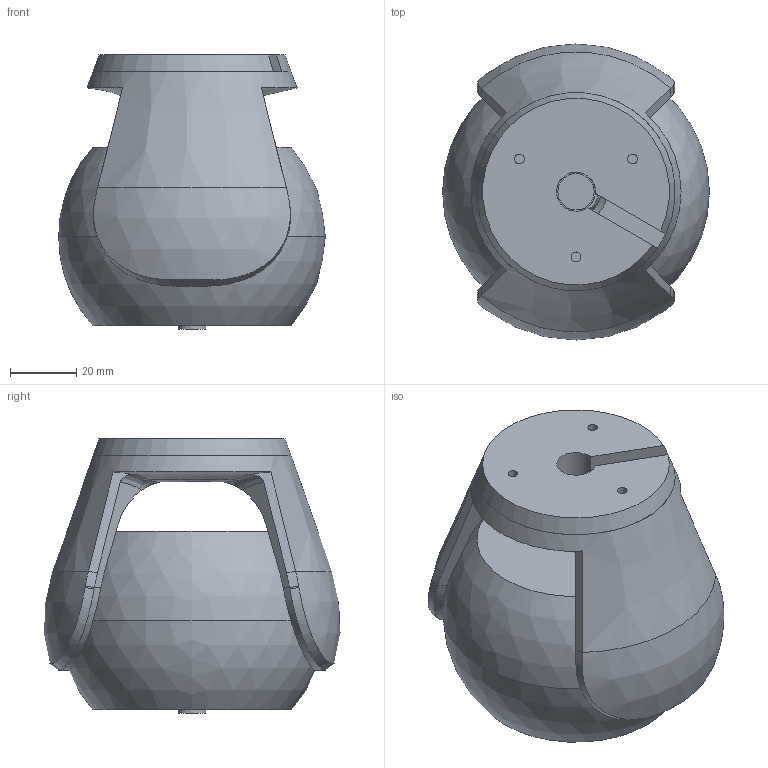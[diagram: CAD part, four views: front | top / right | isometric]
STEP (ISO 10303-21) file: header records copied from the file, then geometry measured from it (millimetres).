
FILE_DESCRIPTION(/* description */ (''),/* implementation_level */ '2;1');
FILE_NAME(/* name */ '3 DOF Camera Mount.step',/* time_stamp */ '2024-10-06T10:08:15+02:00',/* author */ (''),/* organization */ (''),/* preprocessor_version */ 'ST-DEVELOPER v20',/* originating_system */ 'Autodesk Translation Framework v13.20.0.188',/* authorisation */ '');
FILE_SCHEMA (('AUTOMOTIVE_DESIGN { 1 0 10303 214 3 1 1 }'));
Length unit declared in the file: millimetre
Products named in the file (7): 3 DOF Camera Mount (v12~recovered); ESP32-CAM; Wall Mount; Camera Mount; Camera Housing Bottom\; Camera Housing Top; 5V Power Supply
Assembly tree (6 placements, depth 2):
  3 DOF Camera Mount (v12~recovered)
    ESP32-CAM
    Wall Mount
    Camera Mount
    Camera Housing Bottom\
    Camera Housing Top
    5V Power Supply
Bounding box: 80.8 x 89.69 x 83.01 mm (x, y, z)
Volume: 137868.6 mm3; surface area: 87885.4 mm2
Topology: 45 solids, 45 shells, 405 faces, 907 edges, 597 vertices
Faces by surface type: plane 290, cylinder 40, bspline 40, cone 20, sphere 14, torus 1
Full cylindrical faces by diameter (mm): 0.5 x1, 1.4 x1, 1.7 x4, 1.8 x2, 2 x1, 2.9 x2, 3 x3, 5 x3, 5.15 x1, 6.5 x1, 8.4 x2, 9 x1, 10.15 x2, 11 x1, 11.8 x1, 15 x2, 15.2 x1
Entity records: 13286 total; most frequent: CARTESIAN_POINT 4098, ORIENTED_EDGE 1812, DIRECTION 1733, EDGE_CURVE 906, LINE 603, VECTOR 603, VERTEX_POINT 597, AXIS2_PLACEMENT_3D 565
